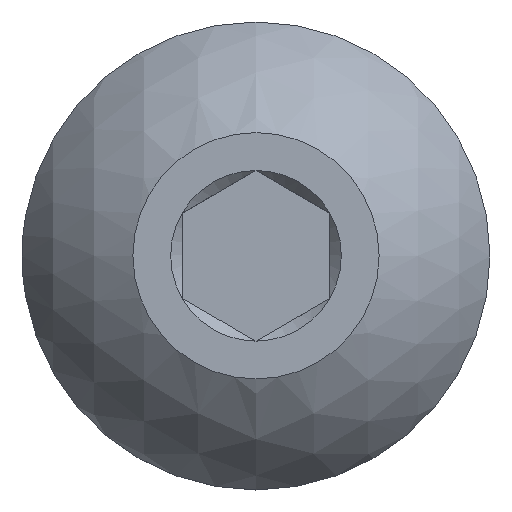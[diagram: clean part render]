
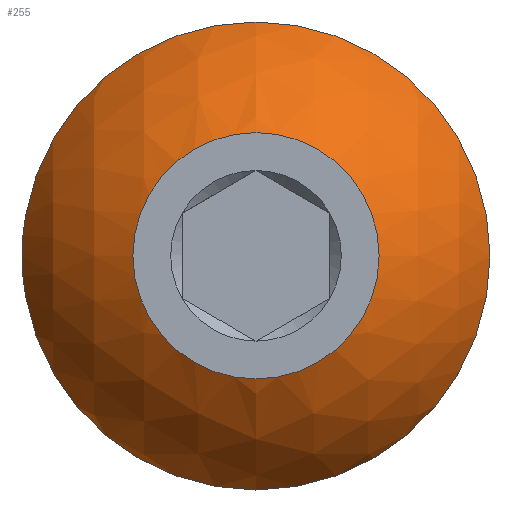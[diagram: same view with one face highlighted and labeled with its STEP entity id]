
A CAD part, top view. The second image highlights one B-rep face of the part: STEP entity #255.
In plain terms, the highlighted spherical face has radius 5.287 mm.
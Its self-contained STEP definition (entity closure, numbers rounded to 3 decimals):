
#25=FACE_BOUND('',#62,.T.);
#28=SPHERICAL_SURFACE('',#296,5.287);
#41=FACE_OUTER_BOUND('',#61,.T.);
#61=EDGE_LOOP('',(#192));
#62=EDGE_LOOP('',(#193));
#115=CIRCLE('',#294,4.75);
#117=CIRCLE('',#297,2.5);
#129=VERTEX_POINT('',#422);
#131=VERTEX_POINT('',#428);
#150=EDGE_CURVE('',#129,#129,#115,.T.);
#153=EDGE_CURVE('',#131,#131,#117,.T.);
#192=ORIENTED_EDGE('',*,*,#150,.T.);
#193=ORIENTED_EDGE('',*,*,#153,.F.);
#255=ADVANCED_FACE('',(#41,#25),#28,.T.);
#294=AXIS2_PLACEMENT_3D('',#423,#340,#341);
#296=AXIS2_PLACEMENT_3D('',#427,#345,#346);
#297=AXIS2_PLACEMENT_3D('',#429,#347,#348);
#340=DIRECTION('center_axis',(0.,0.,1.));
#341=DIRECTION('ref_axis',(1.,0.,0.));
#345=DIRECTION('center_axis',(1.,0.,0.));
#346=DIRECTION('ref_axis',(0.,-1.,0.));
#347=DIRECTION('center_axis',(0.,0.,1.));
#348=DIRECTION('ref_axis',(1.,0.,0.));
#422=CARTESIAN_POINT('',(-4.75,0.,-2.338));
#423=CARTESIAN_POINT('Origin',(0.,0.,-2.338));
#427=CARTESIAN_POINT('Origin',(0.,0.,
-4.658));
#428=CARTESIAN_POINT('',(0.,-2.5,0.));
#429=CARTESIAN_POINT('Origin',(0.,0.,0.));
